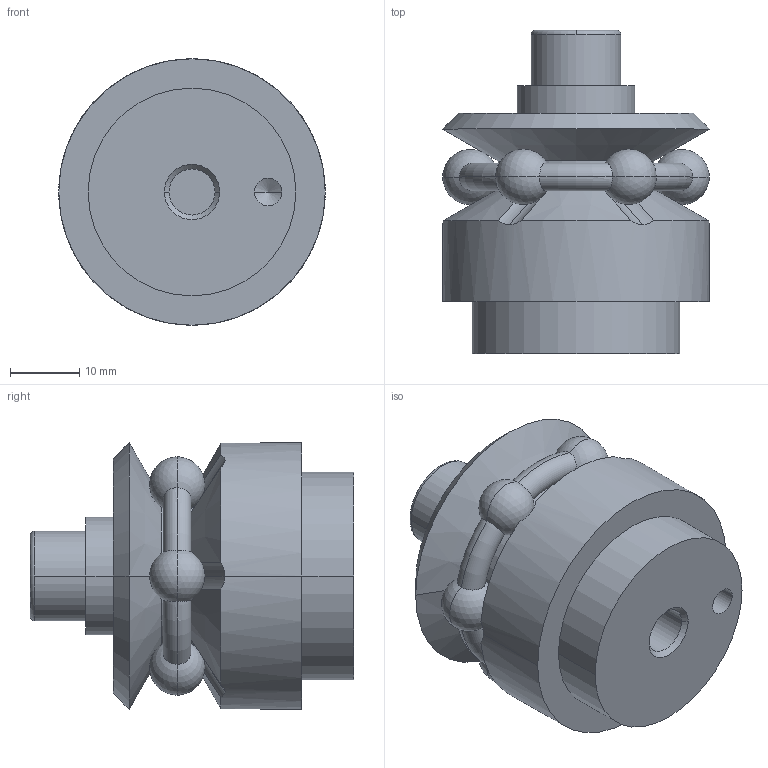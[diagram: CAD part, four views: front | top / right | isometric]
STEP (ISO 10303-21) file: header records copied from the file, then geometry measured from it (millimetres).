
FILE_DESCRIPTION(('STEP AP214'),'1');
FILE_NAME('HALDERN_EH_23340_0238.stp','2017-11-08T12:39:57',('TraceParts'),('TraceParts S.A.'),'Spatial InterOp 3D',' ',' ');
FILE_SCHEMA(('automotive_design'));
Length unit declared in the file: millimetre
Products named in the file (4): HALDERN_EH_23340_0238_1; HALDERN_EH_23340_0238_2; HALDERN_EH_23340_0238_3; HALDERN_EH_23340_0238_4
Bounding box: 38.5 x 46.7 x 38.5 mm (x, y, z)
Volume: 31725.1 mm3; surface area: 12393.2 mm2
Topology: 4 solids, 4 shells, 94 faces, 209 edges, 126 vertices
Faces by surface type: cylinder 34, plane 18, cone 16, torus 14, sphere 12
Entity records: 4439 total; most frequent: CARTESIAN_POINT 1595, DIRECTION 434, ORIENTED_EDGE 414, EDGE_CURVE 207, AXIS2_PLACEMENT_3D 189, VERTEX_POINT 126, EDGE_LOOP 103, STYLED_ITEM 94
